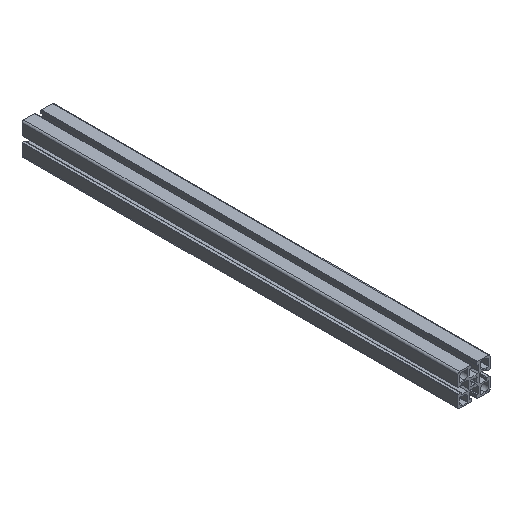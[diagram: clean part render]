
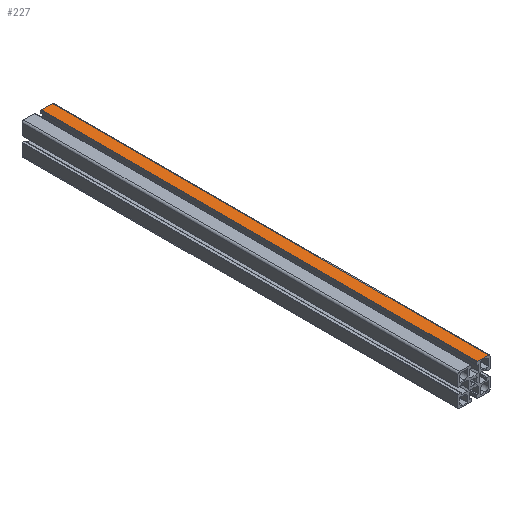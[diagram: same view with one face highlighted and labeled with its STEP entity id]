
A CAD part, isometric view. The second image highlights one B-rep face of the part: STEP entity #227.
In plain terms, the highlighted planar face has unit normal (0, 0, 1).
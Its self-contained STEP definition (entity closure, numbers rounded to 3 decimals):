
#227=ADVANCED_FACE('',(#558),#559,.T.);
#558=FACE_OUTER_BOUND('',#990,.T.);
#559=PLANE('',#991);
#990=EDGE_LOOP('',(#1703,#1704,#1705,#1706));
#991=AXIS2_PLACEMENT_3D('',#1707,#1708,#1709);
#1703=ORIENTED_EDGE('',*,*,#2871,.T.);
#1704=ORIENTED_EDGE('',*,*,#2916,.T.);
#1705=ORIENTED_EDGE('',*,*,#2917,.F.);
#1706=ORIENTED_EDGE('',*,*,#2827,.T.);
#1707=CARTESIAN_POINT('',(22.5,612.0,45.0));
#1708=DIRECTION('',(0.0,0.0,1.0));
#1709=DIRECTION('',(-1.0,0.0,0.0));
#2827=EDGE_CURVE('',#3488,#3486,#3489,.T.);
#2871=EDGE_CURVE('',#3486,#3570,#3573,.T.);
#2916=EDGE_CURVE('',#3570,#3632,#3633,.T.);
#2917=EDGE_CURVE('',#3488,#3632,#3634,.T.);
#3486=VERTEX_POINT('',#4378);
#3488=VERTEX_POINT('',#4380);
#3489=LINE('',#4381,#4382);
#3570=VERTEX_POINT('',#4488);
#3573=LINE('',#4491,#4492);
#3632=VERTEX_POINT('',#4575);
#3633=LINE('',#4576,#4577);
#3634=LINE('',#4578,#4579);
#4378=CARTESIAN_POINT('',(26.9,612.0,45.0));
#4380=CARTESIAN_POINT('',(42.5,612.0,45.0));
#4381=CARTESIAN_POINT('',(42.5,612.0,45.0));
#4382=VECTOR('',#5386,1.0);
#4488=CARTESIAN_POINT('',(26.9,0.0,45.0));
#4491=CARTESIAN_POINT('',(26.9,612.0,45.0));
#4492=VECTOR('',#5460,1.0);
#4575=CARTESIAN_POINT('',(42.5,0.0,45.0));
#4576=CARTESIAN_POINT('',(42.5,0.0,45.0));
#4577=VECTOR('',#5500,1.0);
#4578=CARTESIAN_POINT('',(42.5,612.0,45.0));
#4579=VECTOR('',#5501,1.0);
#5386=DIRECTION('',(-1.0,0.0,0.0));
#5460=DIRECTION('',(0.0,-1.0,0.0));
#5500=DIRECTION('',(1.0,0.0,0.0));
#5501=DIRECTION('',(0.0,-1.0,0.0));
